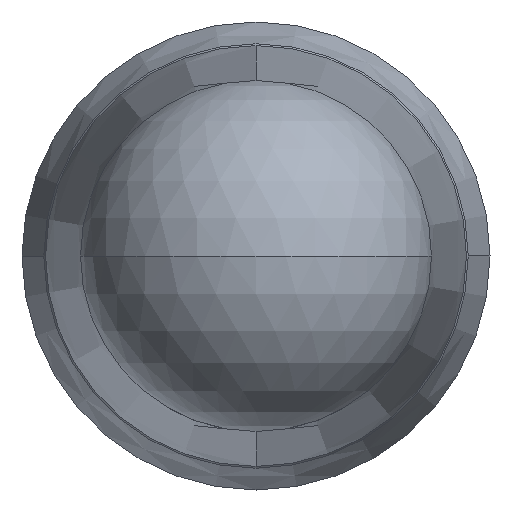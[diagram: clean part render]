
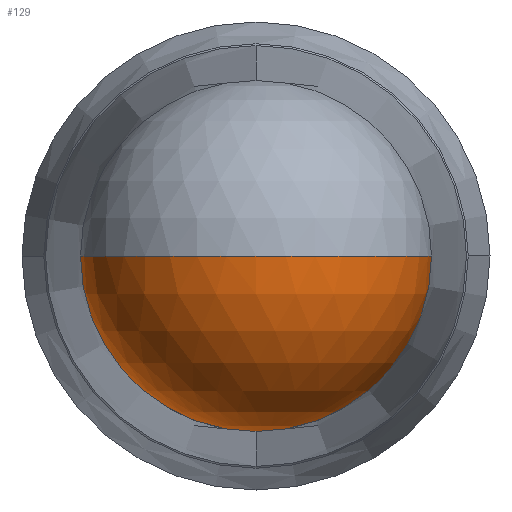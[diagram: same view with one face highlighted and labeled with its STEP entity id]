
A CAD part, front view. The second image highlights one B-rep face of the part: STEP entity #129.
In plain terms, the highlighted spherical face has radius 2.383 mm.
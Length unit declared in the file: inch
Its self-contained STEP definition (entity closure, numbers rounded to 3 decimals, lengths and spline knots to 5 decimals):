
#7 = SPHERICAL_SURFACE ( 'NONE', #257, 0.09381 ) ;
#24 = CARTESIAN_POINT ( 'NONE',  ( 0., 0.09381, 0. ) ) ;
#32 = ORIENTED_EDGE ( 'NONE', *, *, #108, .T. ) ;
#71 = CARTESIAN_POINT ( 'NONE',  ( 0., 0.09053, 0. ) ) ;
#73 = VERTEX_POINT ( 'NONE', #74 ) ;
#74 = CARTESIAN_POINT ( 'NONE',  ( 0., 0., 0. ) ) ;
#80 = EDGE_CURVE ( 'NONE', #408, #389, #109, .T. ) ;
#108 = EDGE_CURVE ( 'NONE', #389, #73, #467, .T. ) ;
#109 = CIRCLE ( 'NONE', #316, 0.09375 ) ;
#114 = AXIS2_PLACEMENT_3D ( 'NONE', #327, #246, #448 ) ;
#119 = AXIS2_PLACEMENT_3D ( 'NONE', #267, #282, #452 ) ;
#129 = ADVANCED_FACE ( 'NONE', ( #245 ), #7, .T. ) ;
#154 = EDGE_LOOP ( 'NONE', ( #446, #370, #32, #185 ) ) ;
#162 = CARTESIAN_POINT ( 'NONE',  ( -0.09375, 0.09053, 0. ) ) ;
#165 = DIRECTION ( 'NONE',  ( -1., 0., 0. ) ) ;
#173 = CIRCLE ( 'NONE', #230, 0.09381 ) ;
#180 = DIRECTION ( 'NONE',  ( 0., -1., 0. ) ) ;
#185 = ORIENTED_EDGE ( 'NONE', *, *, #458, .F. ) ;
#230 = AXIS2_PLACEMENT_3D ( 'NONE', #24, #457, #279 ) ;
#245 = FACE_OUTER_BOUND ( 'NONE', #154, .T. ) ;
#246 = DIRECTION ( 'NONE',  ( 0., -1., 0. ) ) ;
#257 = AXIS2_PLACEMENT_3D ( 'NONE', #413, #455, #165 ) ;
#267 = CARTESIAN_POINT ( 'NONE',  ( 0., 0.09381, 0. ) ) ;
#270 = DIRECTION ( 'NONE',  ( 0., 0., -1. ) ) ;
#279 = DIRECTION ( 'NONE',  ( 1., 0., 0. ) ) ;
#282 = DIRECTION ( 'NONE',  ( 0., 0., -1. ) ) ;
#289 = CARTESIAN_POINT ( 'NONE',  ( 0.09375, 0.09053, 0. ) ) ;
#292 = CIRCLE ( 'NONE', #114, 0.09375 ) ;
#316 = AXIS2_PLACEMENT_3D ( 'NONE', #71, #180, #270 ) ;
#327 = CARTESIAN_POINT ( 'NONE',  ( 0., 0.09053, 0. ) ) ;
#343 = CARTESIAN_POINT ( 'NONE',  ( 0., 0.09053, -0.09375 ) ) ;
#370 = ORIENTED_EDGE ( 'NONE', *, *, #80, .T. ) ;
#389 = VERTEX_POINT ( 'NONE', #289 ) ;
#408 = VERTEX_POINT ( 'NONE', #343 ) ;
#413 = CARTESIAN_POINT ( 'NONE',  ( 0., 0.09381, 0. ) ) ;
#446 = ORIENTED_EDGE ( 'NONE', *, *, #459, .T. ) ;
#448 = DIRECTION ( 'NONE',  ( 0., 0., -1. ) ) ;
#452 = DIRECTION ( 'NONE',  ( -1., 0., 0. ) ) ;
#455 = DIRECTION ( 'NONE',  ( 0., 0., -1. ) ) ;
#457 = DIRECTION ( 'NONE',  ( 0., 0., 1. ) ) ;
#458 = EDGE_CURVE ( 'NONE', #523, #73, #173, .T. ) ;
#459 = EDGE_CURVE ( 'NONE', #523, #408, #292, .T. ) ;
#467 = CIRCLE ( 'NONE', #119, 0.09381 ) ;
#523 = VERTEX_POINT ( 'NONE', #162 ) ;
